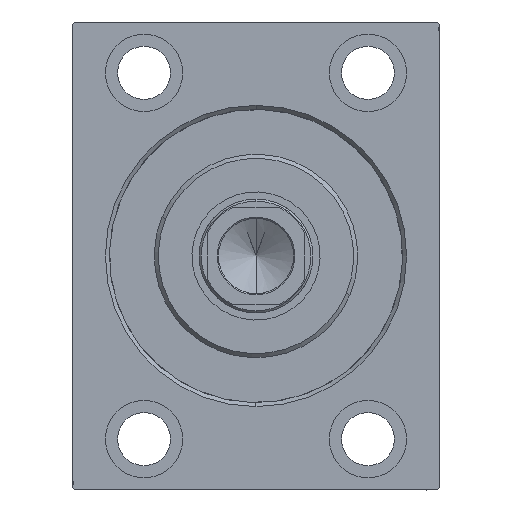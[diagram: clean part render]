
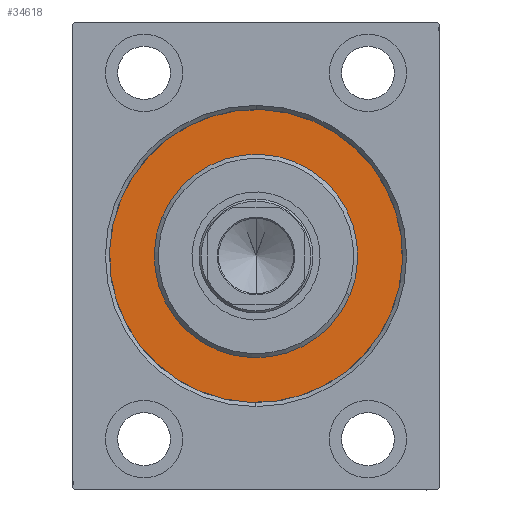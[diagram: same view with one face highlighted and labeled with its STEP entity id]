
A CAD part, left-side view. The second image highlights one B-rep face of the part: STEP entity #34618.
In plain terms, the highlighted face is planar.
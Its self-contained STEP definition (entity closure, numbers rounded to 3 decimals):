
#1213 = FACE_OUTER_BOUND ( 'NONE', #27542, .T. ) ;
#2505 = EDGE_CURVE ( 'NONE', #7473, #24635, #36893, .T. ) ;
#3125 = ORIENTED_EDGE ( 'NONE', *, *, #9981, .F. ) ;
#3318 = CARTESIAN_POINT ( 'NONE',  ( 0., 0., 36. ) ) ;
#3582 = AXIS2_PLACEMENT_3D ( 'NONE', #21094, #34719, #27112 ) ;
#4559 = DIRECTION ( 'NONE',  ( -1., 0., 0. ) ) ;
#4675 = EDGE_CURVE ( 'NONE', #9642, #18357, #14886, .T. ) ;
#5196 = DIRECTION ( 'NONE',  ( -1., 0., 0. ) ) ;
#7473 = VERTEX_POINT ( 'NONE', #3318 ) ;
#7624 = CARTESIAN_POINT ( 'NONE',  ( 0., 0., 25. ) ) ;
#8541 = CARTESIAN_POINT ( 'NONE',  ( 0., 0., 0. ) ) ;
#8798 = CIRCLE ( 'NONE', #35200, 25. ) ;
#8942 = AXIS2_PLACEMENT_3D ( 'NONE', #11243, #4559, #32237 ) ;
#9642 = VERTEX_POINT ( 'NONE', #21149 ) ;
#9981 = EDGE_CURVE ( 'NONE', #24635, #7473, #15017, .T. ) ;
#9992 = ORIENTED_EDGE ( 'NONE', *, *, #2505, .F. ) ;
#11243 = CARTESIAN_POINT ( 'NONE',  ( 0., 0., 0. ) ) ;
#14133 = AXIS2_PLACEMENT_3D ( 'NONE', #42218, #35532, #43256 ) ;
#14886 = CIRCLE ( 'NONE', #14133, 25. ) ;
#15017 = CIRCLE ( 'NONE', #3582, 36. ) ;
#16671 = DIRECTION ( 'NONE',  ( 1., 0., 0. ) ) ;
#18357 = VERTEX_POINT ( 'NONE', #7624 ) ;
#18617 = FACE_BOUND ( 'NONE', #23202, .T. ) ;
#21094 = CARTESIAN_POINT ( 'NONE',  ( 0., 0., 0. ) ) ;
#21149 = CARTESIAN_POINT ( 'NONE',  ( 0., 0., -25. ) ) ;
#23202 = EDGE_LOOP ( 'NONE', ( #32648, #28970 ) ) ;
#23567 = DIRECTION ( 'NONE',  ( 0., 0., -1. ) ) ;
#24635 = VERTEX_POINT ( 'NONE', #42889 ) ;
#27112 = DIRECTION ( 'NONE',  ( 0., 0., 1. ) ) ;
#27542 = EDGE_LOOP ( 'NONE', ( #3125, #9992 ) ) ;
#28970 = ORIENTED_EDGE ( 'NONE', *, *, #4675, .F. ) ;
#32237 = DIRECTION ( 'NONE',  ( 0., 0., 1. ) ) ;
#32432 = DIRECTION ( 'NONE',  ( 0., 0., 1. ) ) ;
#32648 = ORIENTED_EDGE ( 'NONE', *, *, #42677, .F. ) ;
#34286 = CARTESIAN_POINT ( 'NONE',  ( 0., 0., 0. ) ) ;
#34618 = ADVANCED_FACE ( 'NONE', ( #18617, #1213 ), #42053, .F. ) ;
#34719 = DIRECTION ( 'NONE',  ( -1., 0., 0. ) ) ;
#35200 = AXIS2_PLACEMENT_3D ( 'NONE', #34286, #16671, #23567 ) ;
#35512 = AXIS2_PLACEMENT_3D ( 'NONE', #8541, #5196, #32432 ) ;
#35532 = DIRECTION ( 'NONE',  ( 1., 0., 0. ) ) ;
#36893 = CIRCLE ( 'NONE', #35512, 36. ) ;
#42053 = PLANE ( 'NONE',  #8942 ) ;
#42218 = CARTESIAN_POINT ( 'NONE',  ( 0., 0., 0. ) ) ;
#42677 = EDGE_CURVE ( 'NONE', #18357, #9642, #8798, .T. ) ;
#42889 = CARTESIAN_POINT ( 'NONE',  ( 0., 0., -36. ) ) ;
#43256 = DIRECTION ( 'NONE',  ( 0., 0., -1. ) ) ;
